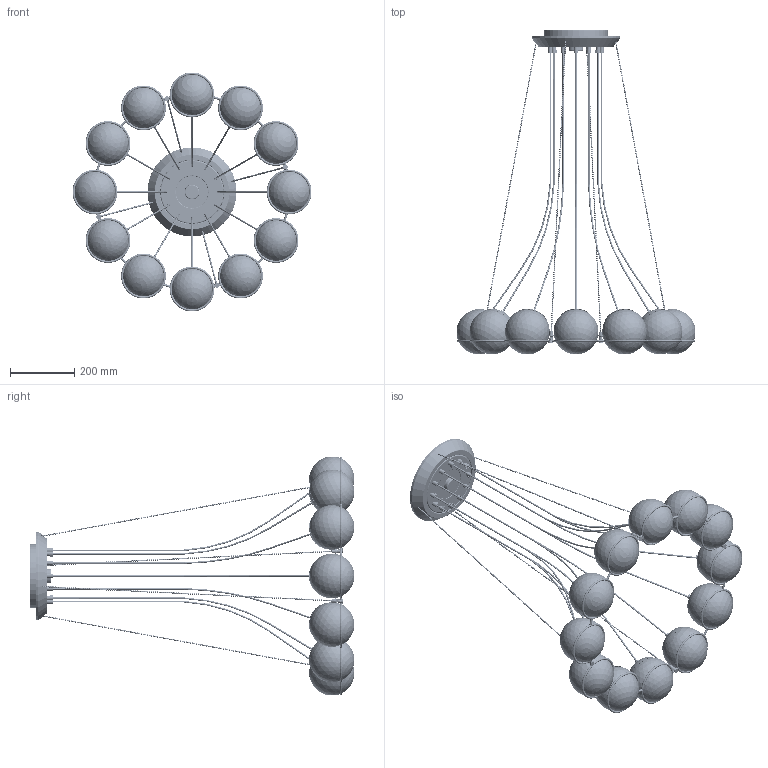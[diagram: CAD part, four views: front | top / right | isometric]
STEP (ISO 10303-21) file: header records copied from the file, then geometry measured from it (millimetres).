
FILE_DESCRIPTION(('Creo Elements/Direct Modeling STEP Export'),'2;1');
FILE_NAME('21091214.stp','2024-05-27T13:52:31',(''),(''),'Creo Elements/Direct Modeling STEP processor for AP214 (Solid Model)','Creo Elements/Direct Modeling 20.0D 25-Aug-2018 (C) Parametric Technology GmbH','');
FILE_SCHEMA(('AUTOMOTIVE_DESIGN { 1 0 10303 214 1 1 1 1 }'));
Length unit declared in the file: millimetre
Products named in the file (64): 61-2135-PART12_TUTTO.PRT.44.1; 61-2135-PART15_TUTTO.PRT.47.1; 61-2135-PART15_TUTTO.PRT.1; 61-2135-PART16_TUTTO.PRT.88.1; 61-2135-PART16_TUTTO.PRT.72.1; 61-2135-PART12_TUTTO.PRT.1; 61-2135-PART15_TUTTO.PRT.64.1; 61-2135-PART16_TUTTO.PRT.1; 61-2135-PART12_TUTTO.PRT.37.1; 61-2135-PART9_TUTTO.PRT.1; 61-2135-PART8_TUTTO.PRT.1; 61-2135-PART15_TUTTO.PRT.56.1; 61-2135-PART16_TUTTO.PRT.38.1; PLAIN_WASHER_10669_TYPE_NL_ISO_.PRT.71.1; SOCKET_HEAD_CAP_SCREW_ISO_ISO_4.PRT.1; PLAIN_WASHER_10669_TYPE_NL_ISO_.PRT.1; SOCKET_HEAD_CAP_SCREW_ISO_ISO_4.PRT.18.1; SOCKET_HEAD_CAP_SCREW_ISO_ISO_4.PRT.86.1; PLAIN_WASHER_10669_TYPE_NL_ISO_.PRT.95.1; MN0032_TUTTO.PRT.79.1.4; ASSIEME ROSONE; GRANO_M6_TUTTO.PRT.48.1; MN0083__2__TUTTO.PRT.63.1; MN0067_TUTTO_ASM.ASM; p1.1; SFERA; 61-2135-PART10_TUTTO_PRT.PRT; ASSIEME VETRO.9; 61-2135-PART6_TUTTO.PRT.1; 61-2135-PART13_TUTTO.PRT.1; SOCKET_BUTTON_HEAD_SCREW_ISO_IS.PRT.1; ASSIEME BLOCCO SOSPENSIONE.2; PERNO_M3_1_1-4110.ASM; PERNO_M3_1-7720.ASM; PERNO_M3-11330.ASM; MORSETTO_3POLI-45460.ASM; FORCINA-TERRA-58780.ASM; DADO_UNI_EN_ISO_4032_M4-70920.ASM; MORSETTO_3_POLI___MESSA_A_TERR.stp; 61-238-1-ASS-VETRO_TUTTO_ASM.ASM ...
Assembly tree (277 placements, depth 7):
  ASSIEME
    g1.2  x4
      CATENA
      SFERA.101.35
    CAVO.10  x12
    ASSIEME VETRO.9  x12
      61-2135-PART10_TUTTO_PRT.PRT
      SFERA
      p1.1
      MN0067_TUTTO_ASM.ASM
    ASSIEME BLOCCO SOSPENSIONE.2  x4
      SOCKET_BUTTON_HEAD_SCREW_ISO_IS.PRT.1
      61-2135-PART13_TUTTO.PRT.1
      61-2135-PART6_TUTTO.PRT.1
    ASSIEME ANELLO SALDATO
      ANELLO.10  x12
      tubetto.8.1  x15
    ASSIEME_.stp
      ASSIEME.ASM
        GR-BRACCI-SALDATI.ASM
        BLOCCACAVBO_STP.ASM
          BLOCCACAVO-9440_ASM.ASM
        G1.PRT
        GR-CORPO-SALDARTO.ASM
          61-238-1-ASS-GLOBAL_STEP_4_6.ASM
            61-238-1-ASS-GLOBAL_TUTTO_ASM.ASM
              61-238-1-ASS-VETRO_TUTTO_ASM.ASM
        MORSETTO_3_POLI___MESSA_A_TERR.stp
          DADO_UNI_EN_ISO_4032_M4-70920.ASM
          FORCINA-TERRA-58780.ASM
          MORSETTO_3POLI-45460.ASM
          PERNO_M3-11330.ASM
          PERNO_M3_1-7720.ASM
          PERNO_M3_1_1-4110.ASM
    MORSETTO_3_POLI___MESSA_A_TERR.stp
      DADO_UNI_EN_ISO_4032_M4-70920.ASM
      FORCINA-TERRA-58780.ASM
      MORSETTO_3POLI-45460.ASM
      PERNO_M3-11330.ASM
      PERNO_M3_1-7720.ASM
      PERNO_M3_1_1-4110.ASM
    MN0083__2__TUTTO.PRT.63.1
    GRANO_M6_TUTTO.PRT.48.1
    ASSIEME ROSONE
      MN0032_TUTTO.PRT.79.1.4  x12
      PLAIN_WASHER_10669_TYPE_NL_ISO_.PRT.95.1
      SOCKET_HEAD_CAP_SCREW_ISO_ISO_4.PRT.86.1
      SOCKET_HEAD_CAP_SCREW_ISO_ISO_4.PRT.18.1
      PLAIN_WASHER_10669_TYPE_NL_ISO_.PRT.1
      SOCKET_HEAD_CAP_SCREW_ISO_ISO_4.PRT.1
      PLAIN_WASHER_10669_TYPE_NL_ISO_.PRT.71.1
      61-2135-PART16_TUTTO.PRT.38.1
      61-2135-PART15_TUTTO.PRT.56.1
      61-2135-PART8_TUTTO.PRT.1
      61-2135-PART9_TUTTO.PRT.1
      61-2135-PART12_TUTTO.PRT.37.1
      61-2135-PART16_TUTTO.PRT.1
      61-2135-PART15_TUTTO.PRT.64.1
      61-2135-PART12_TUTTO.PRT.1
      61-2135-PART16_TUTTO.PRT.72.1
Bounding box: 744.8 x 1011.85 x 744.8 mm (x, y, z)
Volume: 4182495.1 mm3; surface area: 2195497.2 mm2
Topology: 688 solids, 689 shells, 2400 faces, 6213 edges, 2874 vertices
Faces by surface type: sphere 1180, cylinder 515, plane 385, torus 236, cone 82, bspline 2
Entity records: 29799 total; most frequent: CARTESIAN_POINT 14330, DIRECTION 2393, ORIENTED_EDGE 1980, AXIS2_PLACEMENT_3D 1001, EDGE_CURVE 990, VERTEX_POINT 621, EDGE_LOOP 534, FACE_OUTER_BOUND 453
